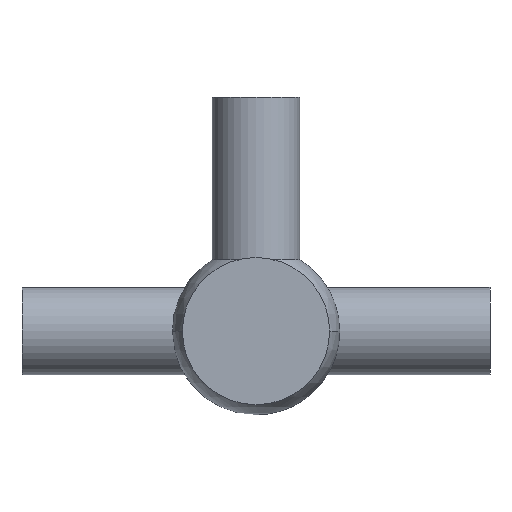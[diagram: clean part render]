
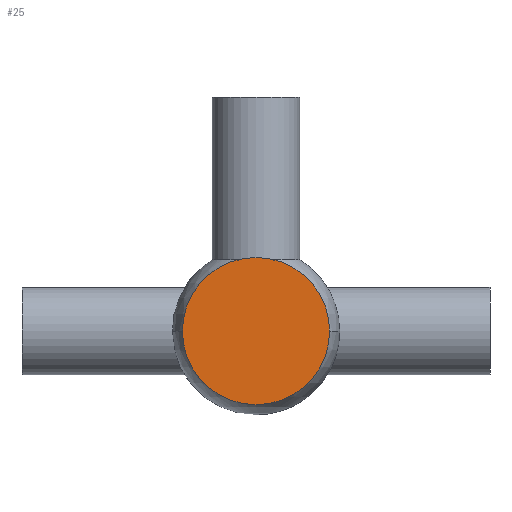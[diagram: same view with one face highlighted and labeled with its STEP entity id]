
A CAD part, front view. The second image highlights one B-rep face of the part: STEP entity #25.
In plain terms, the highlighted planar face has unit normal (0, -1, 0).
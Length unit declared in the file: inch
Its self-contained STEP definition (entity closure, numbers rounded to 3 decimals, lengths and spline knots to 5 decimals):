
#6 = EDGE_CURVE ( 'NONE', #54, #891, #435, .T. ) ;
#25 = ADVANCED_FACE ( 'NONE', ( #1332 ), #934, .F. ) ;
#54 = VERTEX_POINT ( 'NONE', #740 ) ;
#129 = ORIENTED_EDGE ( 'NONE', *, *, #6, .F. ) ;
#142 = DIRECTION ( 'NONE',  ( -1., 0., 0. ) ) ;
#154 = DIRECTION ( 'NONE',  ( 0., 1., 0. ) ) ;
#160 = CARTESIAN_POINT ( 'NONE',  ( 0., -5.26, 0. ) ) ;
#235 = CARTESIAN_POINT ( 'NONE',  ( 0., -5.26, 0. ) ) ;
#415 = AXIS2_PLACEMENT_3D ( 'NONE', #160, #154, #142 ) ;
#435 = CIRCLE ( 'NONE', #964, 1.263 ) ;
#515 = EDGE_LOOP ( 'NONE', ( #915, #129 ) ) ;
#740 = CARTESIAN_POINT ( 'NONE',  ( 1.263, -5.26, 0. ) ) ;
#891 = VERTEX_POINT ( 'NONE', #1017 ) ;
#915 = ORIENTED_EDGE ( 'NONE', *, *, #1230, .F. ) ;
#918 = AXIS2_PLACEMENT_3D ( 'NONE', #1440, #967, #951 ) ;
#934 = PLANE ( 'NONE',  #918 ) ;
#938 = DIRECTION ( 'NONE',  ( -1., 0., 0. ) ) ;
#951 = DIRECTION ( 'NONE',  ( -1., 0., 0. ) ) ;
#964 = AXIS2_PLACEMENT_3D ( 'NONE', #235, #1011, #938 ) ;
#967 = DIRECTION ( 'NONE',  ( 0., 1., 0. ) ) ;
#1011 = DIRECTION ( 'NONE',  ( 0., 1., 0. ) ) ;
#1017 = CARTESIAN_POINT ( 'NONE',  ( -1.263, -5.26, 0. ) ) ;
#1230 = EDGE_CURVE ( 'NONE', #891, #54, #1342, .T. ) ;
#1332 = FACE_OUTER_BOUND ( 'NONE', #515, .T. ) ;
#1342 = CIRCLE ( 'NONE', #415, 1.263 ) ;
#1440 = CARTESIAN_POINT ( 'NONE',  ( 0., -5.26, 0. ) ) ;
